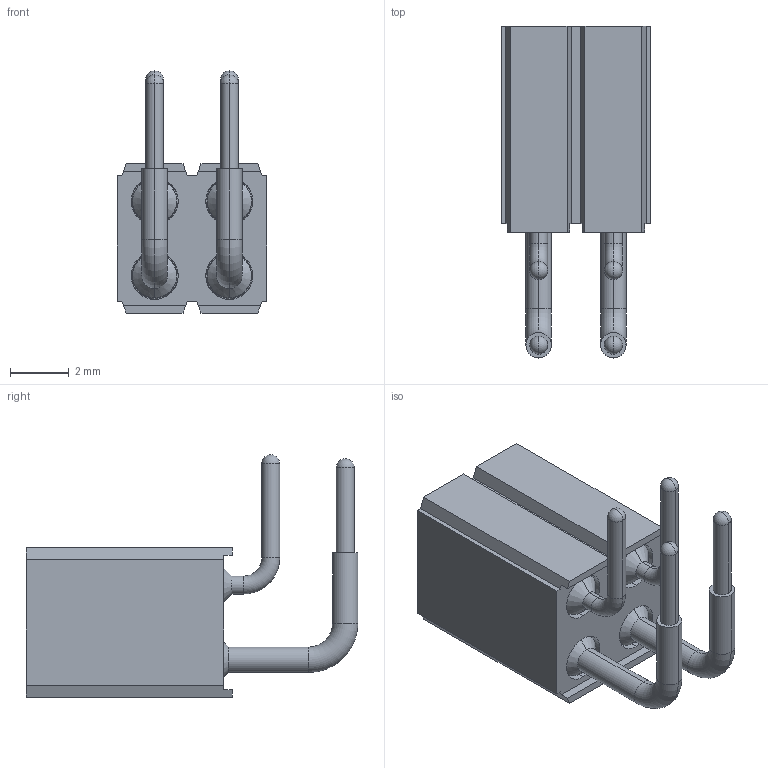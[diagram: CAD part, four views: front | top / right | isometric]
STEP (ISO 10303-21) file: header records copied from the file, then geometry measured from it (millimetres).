
FILE_DESCRIPTION (( 'STEP AP214' ), '1' );
FILE_NAME ('mill-max-803-93-004-20-001000.STEP', '2022-12-11T12:00:03', ( '' ), ( '' ), 'SwSTEP 2.0', 'SolidWorks 2022', '' );
FILE_SCHEMA (( 'AUTOMOTIVE_DESIGN' ));
Length unit declared in the file: inch
Products named in the file (4): mill-max-803-93-004-20-001000; 1306_1306-0-00-01-00-00-03-0; P8XX-21-014-00-000000_P804-21-014-00-000000; 1305_1305-0-00-01-00-00-03-0
Assembly tree (5 placements, depth 2):
  mill-max-803-93-004-20-001000
    P8XX-21-014-00-000000_P804-21-014-00-000000
    1305_1305-0-00-01-00-00-03-0  x2
    1306_1306-0-00-01-00-00-03-0  x2
Bounding box: 5.08 x 11.28 x 8.24 mm (x, y, z)
Volume: 143.5 mm3; surface area: 636.7 mm2
Topology: 5 solids, 5 shells, 964 faces, 2128 edges, 1176 vertices
Faces by surface type: plane 528, cylinder 236, cone 184, torus 8, sphere 8
Entity records: 14198 total; most frequent: CARTESIAN_POINT 3461, ORIENTED_EDGE 2236, DIRECTION 2164, EDGE_CURVE 1118, AXIS2_PLACEMENT_3D 931, VERTEX_POINT 628, EDGE_LOOP 526, FACE_OUTER_BOUND 507
